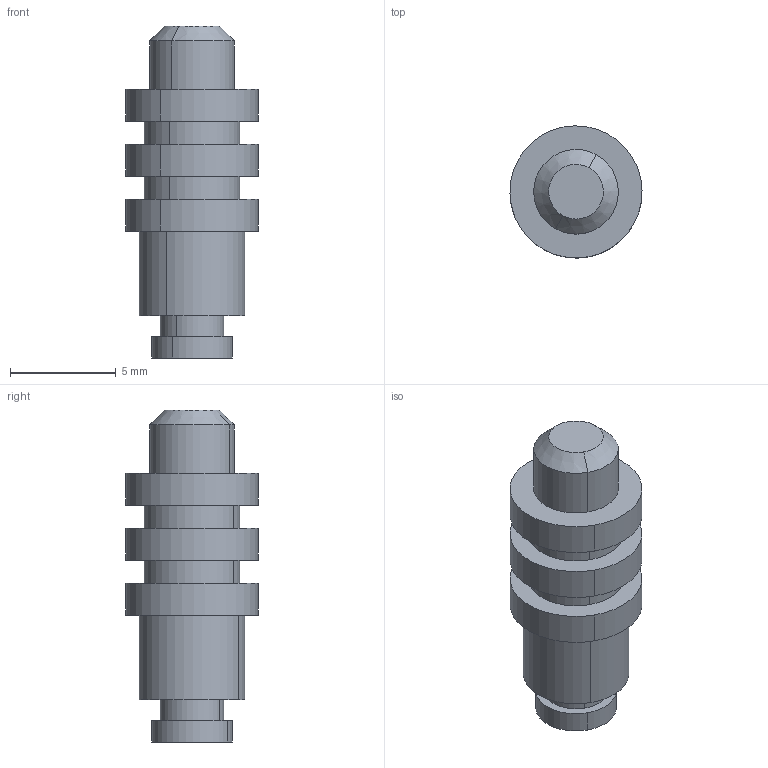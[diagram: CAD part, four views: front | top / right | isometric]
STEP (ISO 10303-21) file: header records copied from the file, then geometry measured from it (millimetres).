
FILE_DESCRIPTION(('CATIA V5 STEP Exchange'),'2;1');
FILE_NAME('1 - Banc d''Vanne piston.stp','2020-05-04T14:25:14+00:00',('none'),('none'),'CATIA Version 5 Release 21 GA (IN-10)','CATIA V5 STEP AP203','none');
FILE_SCHEMA(('CONFIG_CONTROL_DESIGN'));
Length unit declared in the file: millimetre
Products named in the file (1): Vanne piston
Bounding box: 6.25 x 6.25 x 15.7 mm (x, y, z)
Volume: 304.9 mm3; surface area: 364.5 mm2
Topology: 1 solids, 1 shells, 30 faces, 58 edges, 38 vertices
Faces by surface type: cylinder 18, plane 10, cone 2
Entity records: 723 total; most frequent: ORIENTED_EDGE 116, CARTESIAN_POINT 114, DIRECTION 92, EDGE_CURVE 58, AXIS2_PLACEMENT_3D 56, CIRCLE 38, EDGE_LOOP 38, VERTEX_POINT 38
